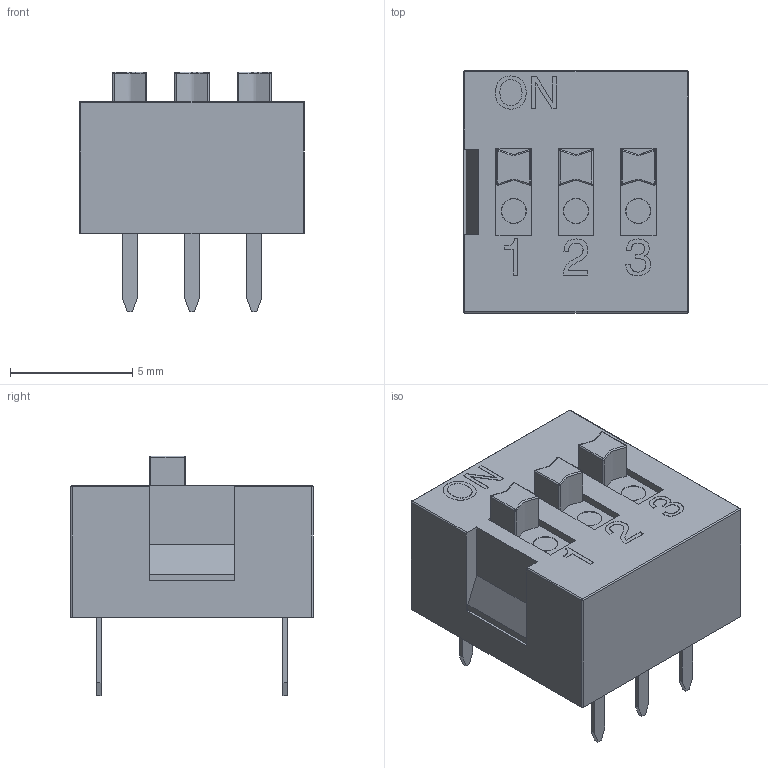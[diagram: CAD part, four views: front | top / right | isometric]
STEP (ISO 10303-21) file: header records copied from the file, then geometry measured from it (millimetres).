
FILE_DESCRIPTION (( 'STEP AP214' ), '1' );
FILE_NAME ('SW-TH_L9.1-W9.9-H5.4-P2.54-R.step', '2022-07-26T17:16:37', ( '' ), ( '' ), 'SwSTEP 2.0', 'SolidWorks 2020', '' );
FILE_SCHEMA (( 'AUTOMOTIVE_DESIGN' ));
Length unit declared in the file: millimetre
Products named in the file (1): SW-TH_L9.1-W9.9-H5.4-P2.54-R
Bounding box: 9.18 x 9.9 x 9.8 mm (x, y, z)
Volume: 453.4 mm3; surface area: 494 mm2
Topology: 15 solids, 15 shells, 512 faces, 1333 edges, 864 vertices
Faces by surface type: plane 303, bspline 154, cylinder 33, sphere 16, torus 6
Entity records: 23872 total; most frequent: CARTESIAN_POINT 7330, ORIENTED_EDGE 2610, DIRECTION 1807, EDGE_CURVE 1305, LINE 909, VECTOR 909, VERTEX_POINT 852, EDGE_LOOP 553
